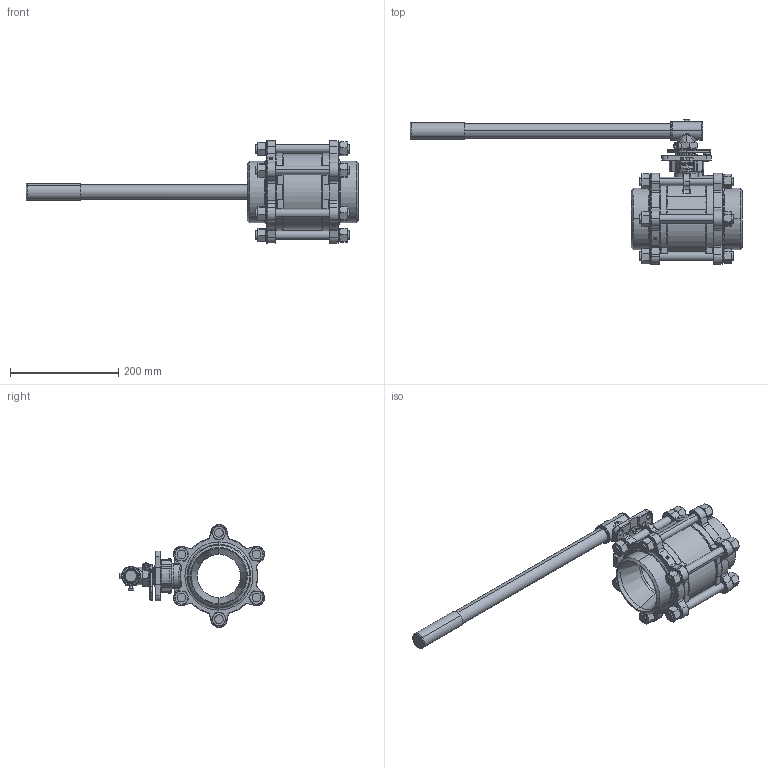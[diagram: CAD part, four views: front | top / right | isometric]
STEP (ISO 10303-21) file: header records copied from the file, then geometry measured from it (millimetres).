
FILE_DESCRIPTION (( 'STEP AP214' ), '1' );
FILE_NAME ('2746.702R Typ A27D DN100 RB ISO.STEP', '2019-07-19T09:05:13', ( '' ), ( '' ), 'SwSTEP 2.0', 'SolidWorks 2017', '' );
FILE_SCHEMA (( 'AUTOMOTIVE_DESIGN' ));
Length unit declared in the file: millimetre
Products named in the file (1): 2746.702R Typ A27D DN100 RB ISO
Bounding box: 614.5 x 268.18 x 190 mm (x, y, z)
Volume: 1634688 mm3; surface area: 520299.4 mm2
Topology: 53 solids, 53 shells, 2061 faces, 4945 edges, 2915 vertices
Faces by surface type: cylinder 593, bspline 572, plane 569, cone 327
Entity records: 119504 total; most frequent: CARTESIAN_POINT 52474, ORIENTED_EDGE 9680, DIRECTION 8437, EDGE_CURVE 4840, AXIS2_PLACEMENT_3D 3373, VERTEX_POINT 2915, EDGE_LOOP 2215, UNCERTAINTY_MEASURE_WITH_UNIT 2116
